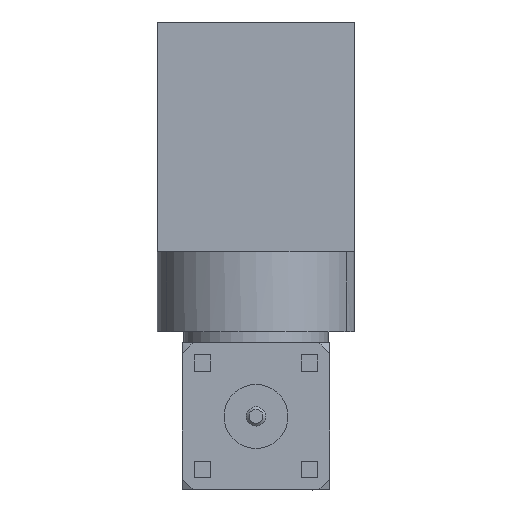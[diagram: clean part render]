
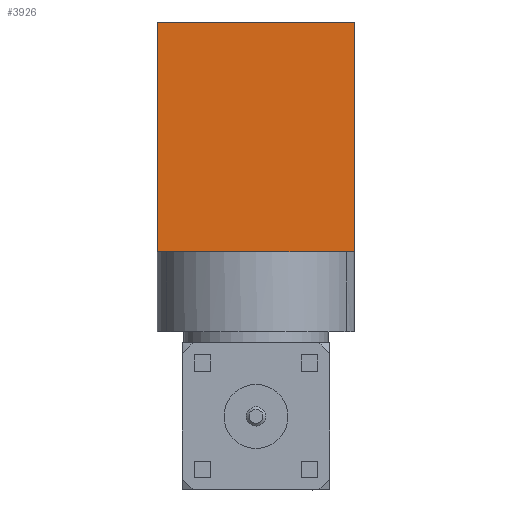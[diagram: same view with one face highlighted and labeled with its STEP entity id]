
A CAD part, front view. The second image highlights one B-rep face of the part: STEP entity #3926.
In plain terms, the highlighted planar face has unit normal (0, -1, 0).
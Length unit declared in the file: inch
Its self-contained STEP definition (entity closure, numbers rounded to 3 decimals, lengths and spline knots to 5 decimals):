
#162 = VERTEX_POINT ( 'NONE', #1636 ) ;
#423 = VECTOR ( 'NONE', #3748, 39.37008 ) ;
#504 = VERTEX_POINT ( 'NONE', #969 ) ;
#536 = AXIS2_PLACEMENT_3D ( 'NONE', #1852, #1246, #4082 ) ;
#604 = ORIENTED_EDGE ( 'NONE', *, *, #5580, .T. ) ;
#927 = CARTESIAN_POINT ( 'NONE',  ( -0.185, -0.18494, 0. ) ) ;
#969 = CARTESIAN_POINT ( 'NONE',  ( 0.185, -0.18494, 0. ) ) ;
#1158 = LINE ( 'NONE', #4507, #6550 ) ;
#1246 = DIRECTION ( 'NONE',  ( 0., -1., 0. ) ) ;
#1248 = EDGE_CURVE ( 'NONE', #162, #2821, #5393, .T. ) ;
#1474 = CARTESIAN_POINT ( 'NONE',  ( 0.185, -0.18494, -0.58065 ) ) ;
#1552 = LINE ( 'NONE', #927, #5174 ) ;
#1636 = CARTESIAN_POINT ( 'NONE',  ( -0.185, -0.18494, -0.43065 ) ) ;
#1852 = CARTESIAN_POINT ( 'NONE',  ( -0.185, -0.18494, -0.58065 ) ) ;
#2518 = VECTOR ( 'NONE', #2954, 39.37008 ) ;
#2821 = VERTEX_POINT ( 'NONE', #2936 ) ;
#2921 = PLANE ( 'NONE',  #536 ) ;
#2936 = CARTESIAN_POINT ( 'NONE',  ( -0.185, -0.18494, 0. ) ) ;
#2948 = ORIENTED_EDGE ( 'NONE', *, *, #6920, .F. ) ;
#2954 = DIRECTION ( 'NONE',  ( 1., 0., 0. ) ) ;
#2955 = VECTOR ( 'NONE', #6018, 39.37008 ) ;
#3137 = VERTEX_POINT ( 'NONE', #3993 ) ;
#3444 = LINE ( 'NONE', #5770, #2518 ) ;
#3748 = DIRECTION ( 'NONE',  ( 0., 0., 1. ) ) ;
#3905 = EDGE_LOOP ( 'NONE', ( #4074, #604, #5903, #4560, #2948 ) ) ;
#3926 = ADVANCED_FACE ( 'NONE', ( #4665 ), #2921, .T. ) ;
#3993 = CARTESIAN_POINT ( 'NONE',  ( -0.00064, -0.18494, -0.43065 ) ) ;
#4074 = ORIENTED_EDGE ( 'NONE', *, *, #1248, .F. ) ;
#4082 = DIRECTION ( 'NONE',  ( 0., 0., -1. ) ) ;
#4292 = CARTESIAN_POINT ( 'NONE',  ( -0.185, -0.18494, -0.58065 ) ) ;
#4507 = CARTESIAN_POINT ( 'NONE',  ( -0.185, -0.18494, -0.43065 ) ) ;
#4560 = ORIENTED_EDGE ( 'NONE', *, *, #4688, .T. ) ;
#4665 = FACE_OUTER_BOUND ( 'NONE', #3905, .T. ) ;
#4688 = EDGE_CURVE ( 'NONE', #7248, #504, #6564, .T. ) ;
#4933 = DIRECTION ( 'NONE',  ( 1., 0., 0. ) ) ;
#5045 = EDGE_CURVE ( 'NONE', #3137, #7248, #3444, .T. ) ;
#5174 = VECTOR ( 'NONE', #4933, 39.37008 ) ;
#5393 = LINE ( 'NONE', #4292, #2955 ) ;
#5580 = EDGE_CURVE ( 'NONE', #162, #3137, #1158, .T. ) ;
#5685 = DIRECTION ( 'NONE',  ( 1., 0., 0. ) ) ;
#5770 = CARTESIAN_POINT ( 'NONE',  ( -0.185, -0.18494, -0.43065 ) ) ;
#5903 = ORIENTED_EDGE ( 'NONE', *, *, #5045, .T. ) ;
#6018 = DIRECTION ( 'NONE',  ( 0., 0., 1. ) ) ;
#6420 = CARTESIAN_POINT ( 'NONE',  ( 0.185, -0.18494, -0.43065 ) ) ;
#6550 = VECTOR ( 'NONE', #5685, 39.37008 ) ;
#6564 = LINE ( 'NONE', #1474, #423 ) ;
#6920 = EDGE_CURVE ( 'NONE', #2821, #504, #1552, .T. ) ;
#7248 = VERTEX_POINT ( 'NONE', #6420 ) ;
